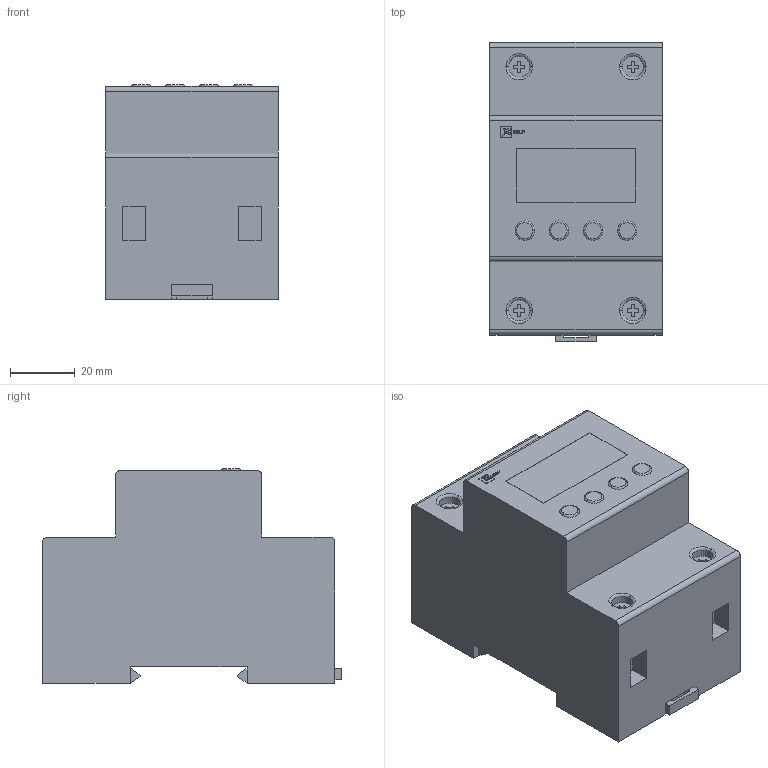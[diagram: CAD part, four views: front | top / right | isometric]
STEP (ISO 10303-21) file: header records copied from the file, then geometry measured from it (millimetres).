
FILE_DESCRIPTION (( 'STEP AP203' ), '1' );
FILE_NAME ('Ðåëå íàïðÿæåíèÿ ñ äèñïëååì MRV 40A.STEP', '2018-09-04T05:55:24', ( '' ), ( '' ), 'SwSTEP 2.0', 'SolidWorks 2017', '' );
FILE_SCHEMA (( 'CONFIG_CONTROL_DESIGN' ));
Length unit declared in the file: millimetre
Products named in the file (1): Ðåëå íàïðÿæåíèÿ ñ äèñïëååì MRV 40A
Bounding box: 53 x 92 x 66 mm (x, y, z)
Volume: 251710.1 mm3; surface area: 27937.7 mm2
Topology: 1 solids, 1 shells, 251 faces, 653 edges, 429 vertices
Faces by surface type: plane 190, cylinder 27, bspline 18, torus 16
Entity records: 8211 total; most frequent: CARTESIAN_POINT 2000, ORIENTED_EDGE 1306, DIRECTION 1180, EDGE_CURVE 653, VECTOR 522, LINE 522, VERTEX_POINT 429, AXIS2_PLACEMENT_3D 329
